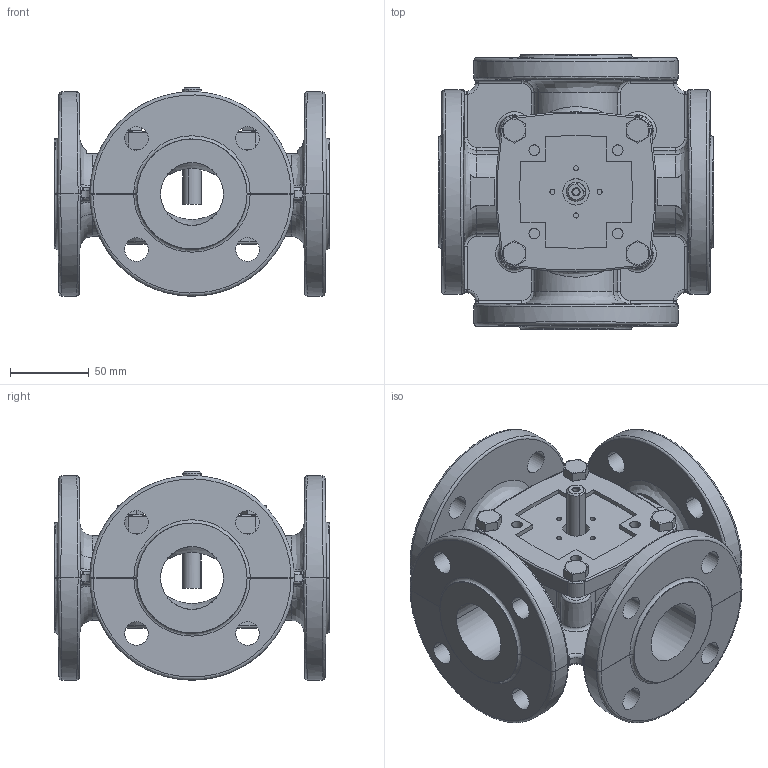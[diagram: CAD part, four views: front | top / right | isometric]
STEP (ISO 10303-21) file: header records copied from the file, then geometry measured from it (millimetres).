
FILE_DESCRIPTION(('CATIA V5 STEP'),'2;1');
FILE_NAME('4F40.stp','2013-02-19T09:06:33+00:00',('none'),('none'),'CATIA Version 5 Release 20 SP 6 (IN-10)','CATIA V5 STEP AP203','none');
FILE_SCHEMA(('CONFIG_CONTROL_DESIGN'));
Products named in the file (1): 4F40
Assembly tree (7 placements, depth 2):
  4F40
    #58
    #44307
    #47965  x4
    #48574
Bounding box: 175 x 175 x 132.5 mm (x, y, z)
Volume: 1056022.1 mm3; surface area: 242607.4 mm2
Topology: 7 solids, 7 shells, 809 faces, 2028 edges, 1211 vertices
Faces by surface type: bspline 252, cylinder 244, plane 157, torus 78, cone 58, sphere 20
Entity records: 48926 total; most frequent: CARTESIAN_POINT 34326, ORIENTED_EDGE 3728, EDGE_CURVE 1864, DIRECTION 1623, VERTEX_POINT 1133, B_SPLINE_CURVE_WITH_KNOTS 999, AXIS2_PLACEMENT_3D 859, EDGE_LOOP 821
